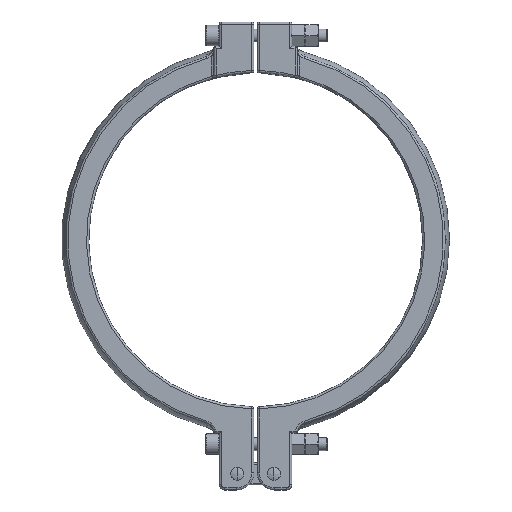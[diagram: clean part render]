
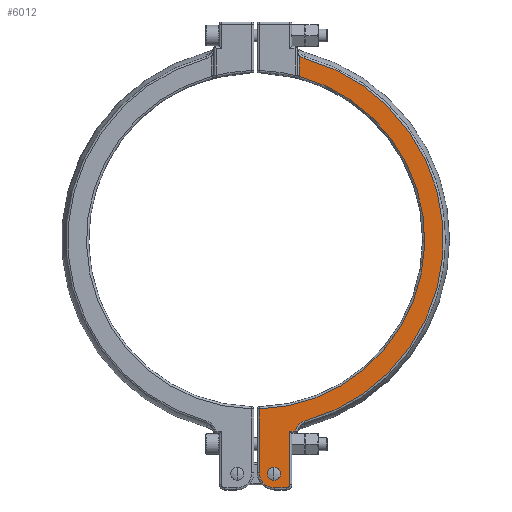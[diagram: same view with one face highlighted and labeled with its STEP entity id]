
A CAD part, left-side view. The second image highlights one B-rep face of the part: STEP entity #6012.
In plain terms, the highlighted planar face has unit normal (-1, 0, 0).
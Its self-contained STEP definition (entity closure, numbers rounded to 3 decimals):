
#51 = CARTESIAN_POINT ( 'NONE',  ( -16., -42.22, 169.039 ) ) ;
#88 = DIRECTION ( 'NONE',  ( -1., 0., 0. ) ) ;
#151 = DIRECTION ( 'NONE',  ( 0., 0., -1. ) ) ;
#505 = CIRCLE ( 'NONE', #4218, 14. ) ;
#617 = DIRECTION ( 'NONE',  ( 0., 0., -1. ) ) ;
#814 = LINE ( 'NONE', #14790, #10882 ) ;
#882 = CARTESIAN_POINT ( 'NONE',  ( -16., -17.5, -211.75 ) ) ;
#925 = ORIENTED_EDGE ( 'NONE', *, *, #13104, .T. ) ;
#1215 = CARTESIAN_POINT ( 'NONE',  ( -16., -45.031, 167.812 ) ) ;
#1224 = VERTEX_POINT ( 'NONE', #9239 ) ;
#1657 = ORIENTED_EDGE ( 'NONE', *, *, #5040, .T. ) ;
#1786 = VERTEX_POINT ( 'NONE', #7284 ) ;
#1842 = CARTESIAN_POINT ( 'NONE',  ( -16., 0., 0. ) ) ;
#1943 = VERTEX_POINT ( 'NONE', #6868 ) ;
#2109 = ORIENTED_EDGE ( 'NONE', *, *, #11332, .T. ) ;
#2217 = FACE_BOUND ( 'NONE', #13506, .T. ) ;
#2265 = CARTESIAN_POINT ( 'NONE',  ( -16., -41.643, -169.435 ) ) ;
#2409 = CARTESIAN_POINT ( 'NONE',  ( -16., 0., -229.5 ) ) ;
#2553 = DIRECTION ( 'NONE',  ( 1., 0., 0. ) ) ;
#2560 = ORIENTED_EDGE ( 'NONE', *, *, #5226, .T. ) ;
#2932 = CIRCLE ( 'NONE', #7674, 173.749 ) ;
#2983 = VERTEX_POINT ( 'NONE', #6557 ) ;
#3191 = EDGE_CURVE ( 'NONE', #10110, #3955, #6646, .T. ) ;
#3679 = CARTESIAN_POINT ( 'NONE',  ( -16., -41.002, -169.933 ) ) ;
#3955 = VERTEX_POINT ( 'NONE', #4821 ) ;
#4216 = CARTESIAN_POINT ( 'NONE',  ( -16., -17.5, -229.5 ) ) ;
#4218 = AXIS2_PLACEMENT_3D ( 'NONE', #6294, #88, #11106 ) ;
#4591 = EDGE_CURVE ( 'NONE', #14672, #5512, #14617, .T. ) ;
#4706 = DIRECTION ( 'NONE',  ( 0., 0., 1. ) ) ;
#4821 = CARTESIAN_POINT ( 'NONE',  ( -16., -3.5, -156.461 ) ) ;
#4857 = LINE ( 'NONE', #9816, #10780 ) ;
#5040 = EDGE_CURVE ( 'NONE', #1224, #1786, #2932, .T. ) ;
#5090 = ORIENTED_EDGE ( 'NONE', *, *, #10892, .T. ) ;
#5226 = EDGE_CURVE ( 'NONE', #8905, #9607, #505, .T. ) ;
#5340 = DIRECTION ( 'NONE',  ( 0., -1., 0. ) ) ;
#5471 = B_SPLINE_CURVE_WITH_KNOTS ( 'NONE', 3,
 ( #1215, #11484, #6264, #51, #11316, #6099, #8670, #12726 ),
 .UNSPECIFIED., .F., .F.,
 ( 4, 2, 2, 4 ),
 ( 0., 0.003, 0.004, 0.005 ),
 .UNSPECIFIED. ) ;
#5512 = VERTEX_POINT ( 'NONE', #13892 ) ;
#5687 = DIRECTION ( 'NONE',  ( 0., 0., -1. ) ) ;
#5934 = PLANE ( 'NONE',  #9262 ) ;
#5994 = CARTESIAN_POINT ( 'NONE',  ( -16., -40.5, 151.169 ) ) ;
#6012 = ADVANCED_FACE ( 'NONE', ( #7585, #2217 ), #5934, .F. ) ;
#6063 = CARTESIAN_POINT ( 'NONE',  ( -16., -39.304, -171.66 ) ) ;
#6099 = CARTESIAN_POINT ( 'NONE',  ( -16., -41.152, 169.802 ) ) ;
#6133 = EDGE_CURVE ( 'NONE', #1943, #1224, #13352, .T. ) ;
#6151 = CARTESIAN_POINT ( 'NONE',  ( -16., -40.393, -170.465 ) ) ;
#6260 = DIRECTION ( 'NONE',  ( 0., 0., -1. ) ) ;
#6264 = CARTESIAN_POINT ( 'NONE',  ( -16., -43.369, 168.38 ) ) ;
#6287 = DIRECTION ( 'NONE',  ( 0., -1., 0. ) ) ;
#6294 = CARTESIAN_POINT ( 'NONE',  ( -16., -17.5, -215.5 ) ) ;
#6305 = CIRCLE ( 'NONE', #12125, 3. ) ;
#6390 = ORIENTED_EDGE ( 'NONE', *, *, #12813, .T. ) ;
#6449 = CARTESIAN_POINT ( 'NONE',  ( -16., -17.5, -216.5 ) ) ;
#6452 = LINE ( 'NONE', #15052, #13963 ) ;
#6532 = DIRECTION ( 'NONE',  ( -1., 0., 0. ) ) ;
#6557 = CARTESIAN_POINT ( 'NONE',  ( -16., -31.5, -177. ) ) ;
#6646 = CIRCLE ( 'NONE', #15364, 156.5 ) ;
#6817 = EDGE_CURVE ( 'NONE', #9607, #9614, #15221, .T. ) ;
#6868 = CARTESIAN_POINT ( 'NONE',  ( -16., -36.793, -177. ) ) ;
#6885 = VECTOR ( 'NONE', #6287, 1000. ) ;
#7058 = ORIENTED_EDGE ( 'NONE', *, *, #8850, .T. ) ;
#7064 = CARTESIAN_POINT ( 'NONE',  ( -16., -3.5, -215.5 ) ) ;
#7067 = EDGE_CURVE ( 'NONE', #10145, #2983, #814, .T. ) ;
#7284 = CARTESIAN_POINT ( 'NONE',  ( -16., -45.031, 167.812 ) ) ;
#7287 = ORIENTED_EDGE ( 'NONE', *, *, #3191, .T. ) ;
#7302 = DIRECTION ( 'NONE',  ( 1., 0., 0. ) ) ;
#7474 = CARTESIAN_POINT ( 'NONE',  ( -16., -43.002, -168.541 ) ) ;
#7585 = FACE_OUTER_BOUND ( 'NONE', #9548, .T. ) ;
#7674 = AXIS2_PLACEMENT_3D ( 'NONE', #1842, #10628, #15661 ) ;
#7676 = VERTEX_POINT ( 'NONE', #14730 ) ;
#8670 = CARTESIAN_POINT ( 'NONE',  ( -16., -40.818, 170.082 ) ) ;
#8850 = EDGE_CURVE ( 'NONE', #5512, #14672, #12234, .T. ) ;
#8857 = DIRECTION ( 'NONE',  ( 0., 0., -1. ) ) ;
#8905 = VERTEX_POINT ( 'NONE', #7064 ) ;
#9070 = ORIENTED_EDGE ( 'NONE', *, *, #6817, .T. ) ;
#9104 = ORIENTED_EDGE ( 'NONE', *, *, #13609, .T. ) ;
#9239 = CARTESIAN_POINT ( 'NONE',  ( -16., -45.031, -167.812 ) ) ;
#9262 = AXIS2_PLACEMENT_3D ( 'NONE', #9991, #10989, #6260 ) ;
#9548 = EDGE_LOOP ( 'NONE', ( #2109, #15066, #1657, #5090, #6390, #7287, #9104, #2560, #9070, #925, #12261 ) ) ;
#9603 = AXIS2_PLACEMENT_3D ( 'NONE', #6449, #2553, #10341 ) ;
#9607 = VERTEX_POINT ( 'NONE', #4216 ) ;
#9614 = VERTEX_POINT ( 'NONE', #14219 ) ;
#9724 = DIRECTION ( 'NONE',  ( 0., 0., -1. ) ) ;
#9796 = CARTESIAN_POINT ( 'NONE',  ( -16., -36.793, -177. ) ) ;
#9816 = CARTESIAN_POINT ( 'NONE',  ( -16., -3.5, 0. ) ) ;
#9887 = CARTESIAN_POINT ( 'NONE',  ( -16., -41.211, -169.762 ) ) ;
#9991 = CARTESIAN_POINT ( 'NONE',  ( -16., 0., 0. ) ) ;
#10110 = VERTEX_POINT ( 'NONE', #5994 ) ;
#10145 = VERTEX_POINT ( 'NONE', #16094 ) ;
#10341 = DIRECTION ( 'NONE',  ( 0., 0., -1. ) ) ;
#10414 = ORIENTED_EDGE ( 'NONE', *, *, #4591, .T. ) ;
#10628 = DIRECTION ( 'NONE',  ( -1., 0., 0. ) ) ;
#10780 = VECTOR ( 'NONE', #9724, 1000. ) ;
#10882 = VECTOR ( 'NONE', #4706, 1000. ) ;
#10892 = EDGE_CURVE ( 'NONE', #1786, #7676, #5471, .T. ) ;
#10989 = DIRECTION ( 'NONE',  ( 1., 0., 0. ) ) ;
#11036 = CARTESIAN_POINT ( 'NONE',  ( -16., -43.978, -168.095 ) ) ;
#11106 = DIRECTION ( 'NONE',  ( 0., 0., -1. ) ) ;
#11316 = CARTESIAN_POINT ( 'NONE',  ( -16., -41.853, 169.281 ) ) ;
#11332 = EDGE_CURVE ( 'NONE', #2983, #1943, #12867, .T. ) ;
#11484 = CARTESIAN_POINT ( 'NONE',  ( -16., -44.177, 168.041 ) ) ;
#12125 = AXIS2_PLACEMENT_3D ( 'NONE', #14144, #6532, #8857 ) ;
#12234 = CIRCLE ( 'NONE', #12495, 4.75 ) ;
#12261 = ORIENTED_EDGE ( 'NONE', *, *, #7067, .T. ) ;
#12495 = AXIS2_PLACEMENT_3D ( 'NONE', #14755, #7302, #617 ) ;
#12527 = CARTESIAN_POINT ( 'NONE',  ( -16., -37.387, -174.904 ) ) ;
#12605 = CARTESIAN_POINT ( 'NONE',  ( -16., -41.866, -169.278 ) ) ;
#12726 = CARTESIAN_POINT ( 'NONE',  ( -16., -40.5, 170.381 ) ) ;
#12813 = EDGE_CURVE ( 'NONE', #7676, #10110, #6452, .T. ) ;
#12867 = LINE ( 'NONE', #13035, #12875 ) ;
#12875 = VECTOR ( 'NONE', #5340, 1000. ) ;
#13035 = CARTESIAN_POINT ( 'NONE',  ( -16., 0., -177. ) ) ;
#13104 = EDGE_CURVE ( 'NONE', #9614, #10145, #6305, .T. ) ;
#13217 = CARTESIAN_POINT ( 'NONE',  ( -16., 0., 0. ) ) ;
#13352 = B_SPLINE_CURVE_WITH_KNOTS ( 'NONE', 3,
 ( #9796, #15084, #12527, #15168, #16249, #16081, #6063, #14918, #6151, #3679, #9887, #2265, #12605, #7474, #11036, #13767 ),
 .UNSPECIFIED., .F., .F.,
 ( 4, 2, 2, 2, 2, 2, 2, 4 ),
 ( 0., 0.003, 0.005, 0.007, 0.008, 0.009, 0.01, 0.013 ),
 .UNSPECIFIED. ) ;
#13506 = EDGE_LOOP ( 'NONE', ( #10414, #7058 ) ) ;
#13609 = EDGE_CURVE ( 'NONE', #3955, #8905, #4857, .T. ) ;
#13767 = CARTESIAN_POINT ( 'NONE',  ( -16., -45.031, -167.812 ) ) ;
#13892 = CARTESIAN_POINT ( 'NONE',  ( -16., -17.5, -221.25 ) ) ;
#13963 = VECTOR ( 'NONE', #151, 1000. ) ;
#14144 = CARTESIAN_POINT ( 'NONE',  ( -16., -28.5, -226.5 ) ) ;
#14219 = CARTESIAN_POINT ( 'NONE',  ( -16., -28.5, -229.5 ) ) ;
#14380 = DIRECTION ( 'NONE',  ( 1., 0., 0. ) ) ;
#14617 = CIRCLE ( 'NONE', #9603, 4.75 ) ;
#14672 = VERTEX_POINT ( 'NONE', #882 ) ;
#14730 = CARTESIAN_POINT ( 'NONE',  ( -16., -40.5, 170.381 ) ) ;
#14755 = CARTESIAN_POINT ( 'NONE',  ( -16., -17.5, -216.5 ) ) ;
#14790 = CARTESIAN_POINT ( 'NONE',  ( -16., -31.5, 0. ) ) ;
#14918 = CARTESIAN_POINT ( 'NONE',  ( -16., -40.014, -170.846 ) ) ;
#15052 = CARTESIAN_POINT ( 'NONE',  ( -16., -40.5, 149.626 ) ) ;
#15066 = ORIENTED_EDGE ( 'NONE', *, *, #6133, .T. ) ;
#15084 = CARTESIAN_POINT ( 'NONE',  ( -16., -37.023, -175.937 ) ) ;
#15168 = CARTESIAN_POINT ( 'NONE',  ( -16., -38.106, -173.459 ) ) ;
#15221 = LINE ( 'NONE', #2409, #6885 ) ;
#15364 = AXIS2_PLACEMENT_3D ( 'NONE', #13217, #14380, #5687 ) ;
#15661 = DIRECTION ( 'NONE',  ( 0., 0., -1. ) ) ;
#16081 = CARTESIAN_POINT ( 'NONE',  ( -16., -38.973, -172.095 ) ) ;
#16094 = CARTESIAN_POINT ( 'NONE',  ( -16., -31.5, -226.5 ) ) ;
#16249 = CARTESIAN_POINT ( 'NONE',  ( -16., -38.375, -172.994 ) ) ;
